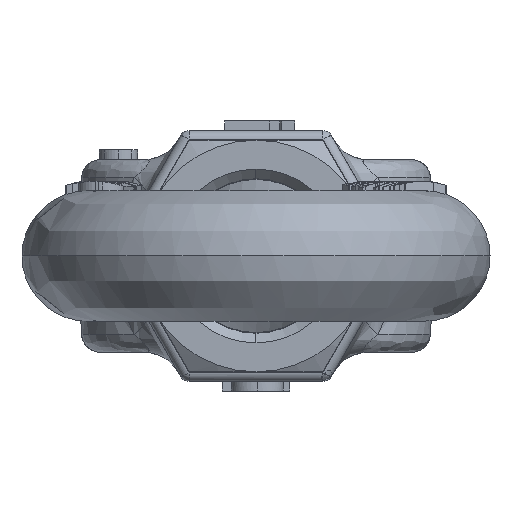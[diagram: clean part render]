
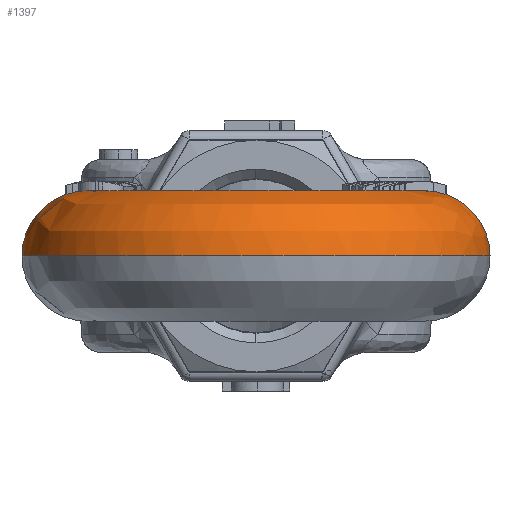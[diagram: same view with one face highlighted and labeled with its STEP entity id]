
A CAD part, left-side view. The second image highlights one B-rep face of the part: STEP entity #1397.
In plain terms, the highlighted free-form (B-spline) face has degree [3, 3] with [7, 4] control points.
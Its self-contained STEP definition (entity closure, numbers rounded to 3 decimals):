
#1397=ADVANCED_FACE('NONE',(#3094),#3095,.T.);
#3094=FACE_OUTER_BOUND('',#9181,.T.);
#3095=(B_SPLINE_SURFACE(3,3,((#9183,#9184,#9185,#9186),(#9187,#9188,#9189,#9190),(#9191,#9192,#9193,#9194),(#9195,#9196,#9197,#9198),(#9199,#9200,#9201,#9202),(#9203,#9204,#9205,#9206),(#9207,#9208,#9209,#9210)),.UNSPECIFIED.,.T.,.F.,.F.)B_SPLINE_SURFACE_WITH_KNOTS((4,3,4),(4,4),(0.0,0.5,1.0),(0.0,1.0),.UNSPECIFIED.)RATIONAL_B_SPLINE_SURFACE(((1.0,0.34,0.34,1.0),(0.333,0.113,0.113,0.333),(0.333,0.113,0.113,0.333),(1.0,0.34,0.34,1.0),(0.333,0.113,0.113,0.333),(0.333,0.113,0.113,0.333),(1.0,0.34,0.34,1.0)))BOUNDED_SURFACE()REPRESENTATION_ITEM('')GEOMETRIC_REPRESENTATION_ITEM()SURFACE());
#9181=EDGE_LOOP('',(#16048,#16049,#16050,#16051));
#9183=CARTESIAN_POINT('',(-92.659,126.902,150.905));
#9184=CARTESIAN_POINT('',(-140.269,126.459,150.905));
#9185=CARTESIAN_POINT('',(-140.269,78.846,150.905));
#9186=CARTESIAN_POINT('',(-92.659,78.404,150.905));
#9187=CARTESIAN_POINT('',(-92.659,126.902,137.405));
#9188=CARTESIAN_POINT('',(-140.269,126.459,137.405));
#9189=CARTESIAN_POINT('',(-140.269,78.846,137.405));
#9190=CARTESIAN_POINT('',(-92.659,78.404,137.405));
#9191=CARTESIAN_POINT('',(-92.533,113.402,137.405));
#9192=CARTESIAN_POINT('',(-113.639,113.206,137.405));
#9193=CARTESIAN_POINT('',(-113.639,92.099,137.405));
#9194=CARTESIAN_POINT('',(-92.533,91.903,137.405));
#9195=CARTESIAN_POINT('',(-92.533,113.402,150.905));
#9196=CARTESIAN_POINT('',(-113.639,113.206,150.905));
#9197=CARTESIAN_POINT('',(-113.639,92.099,150.905));
#9198=CARTESIAN_POINT('',(-92.533,91.903,150.905));
#9199=CARTESIAN_POINT('',(-92.533,113.402,164.405));
#9200=CARTESIAN_POINT('',(-113.639,113.206,164.405));
#9201=CARTESIAN_POINT('',(-113.639,92.099,164.405));
#9202=CARTESIAN_POINT('',(-92.533,91.903,164.405));
#9203=CARTESIAN_POINT('',(-92.659,126.902,164.405));
#9204=CARTESIAN_POINT('',(-140.269,126.459,164.405));
#9205=CARTESIAN_POINT('',(-140.269,78.846,164.405));
#9206=CARTESIAN_POINT('',(-92.659,78.404,164.405));
#9207=CARTESIAN_POINT('',(-92.659,126.902,150.905));
#9208=CARTESIAN_POINT('',(-140.269,126.459,150.905));
#9209=CARTESIAN_POINT('',(-140.269,78.846,150.905));
#9210=CARTESIAN_POINT('',(-92.659,78.404,150.905));
#16048=ORIENTED_EDGE('',*,*,#20021,.F.);
#16049=ORIENTED_EDGE('',*,*,#20022,.F.);
#16050=ORIENTED_EDGE('',*,*,#20023,.T.);
#16051=ORIENTED_EDGE('',*,*,#20024,.F.);
#20021=EDGE_CURVE('',#22851,#22852,#22853,.T.);
#20022=EDGE_CURVE('NONE',#22854,#22851,#22855,.T.);
#20023=EDGE_CURVE('',#22854,#22856,#22857,.T.);
#20024=EDGE_CURVE('NONE',#22852,#22856,#22858,.T.);
#22851=VERTEX_POINT('NONE',#30562);
#22852=VERTEX_POINT('NONE',#30563);
#22853=(B_SPLINE_CURVE(3,(#30565,#30566,#30567,#30568),.UNSPECIFIED.,.F.,.F.)B_SPLINE_CURVE_WITH_KNOTS((4,4),(-1.0,-0.0),.UNSPECIFIED.)RATIONAL_B_SPLINE_CURVE((1.0,0.34,0.34,1.0))BOUNDED_CURVE()REPRESENTATION_ITEM('')GEOMETRIC_REPRESENTATION_ITEM()CURVE());
#22854=VERTEX_POINT('',#30575);
#22855=CIRCLE('',#30576,6.75);
#22856=VERTEX_POINT('',#30577);
#22857=(B_SPLINE_CURVE(3,(#30579,#30580,#30581,#30582),.UNSPECIFIED.,.F.,.F.)B_SPLINE_CURVE_WITH_KNOTS((4,4),(-1.0,-0.0),.UNSPECIFIED.)RATIONAL_B_SPLINE_CURVE((1.0,0.34,0.34,1.0))BOUNDED_CURVE()REPRESENTATION_ITEM('')GEOMETRIC_REPRESENTATION_ITEM()CURVE());
#22858=CIRCLE('',#30589,6.75);
#30562=CARTESIAN_POINT('',(-92.659,78.404,150.905));
#30563=CARTESIAN_POINT('',(-92.659,126.902,150.905));
#30565=CARTESIAN_POINT('',(-92.659,78.404,150.905));
#30566=CARTESIAN_POINT('',(-140.269,78.846,150.905));
#30567=CARTESIAN_POINT('',(-140.269,126.459,150.905));
#30568=CARTESIAN_POINT('',(-92.659,126.902,150.905));
#30575=CARTESIAN_POINT('',(-92.533,91.903,150.905));
#30576=AXIS2_PLACEMENT_3D('',#37569,#37570,#37571);
#30577=CARTESIAN_POINT('',(-92.533,113.402,150.905));
#30579=CARTESIAN_POINT('',(-92.533,91.903,150.905));
#30580=CARTESIAN_POINT('',(-113.639,92.099,150.905));
#30581=CARTESIAN_POINT('',(-113.639,113.206,150.905));
#30582=CARTESIAN_POINT('',(-92.533,113.402,150.905));
#30589=AXIS2_PLACEMENT_3D('',#37572,#37573,#37574);
#37569=CARTESIAN_POINT('',(-92.596,85.153,150.905));
#37570=DIRECTION('',(1.,-0.009,0.0));
#37571=DIRECTION('',(-0.009,-1.,0.0));
#37572=CARTESIAN_POINT('',(-92.596,120.152,150.905));
#37573=DIRECTION('',(1.,0.009,0.0));
#37574=DIRECTION('',(-0.009,1.,0.0));
